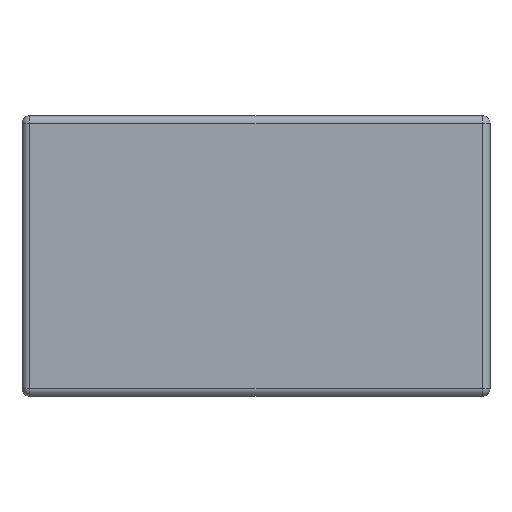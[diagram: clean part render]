
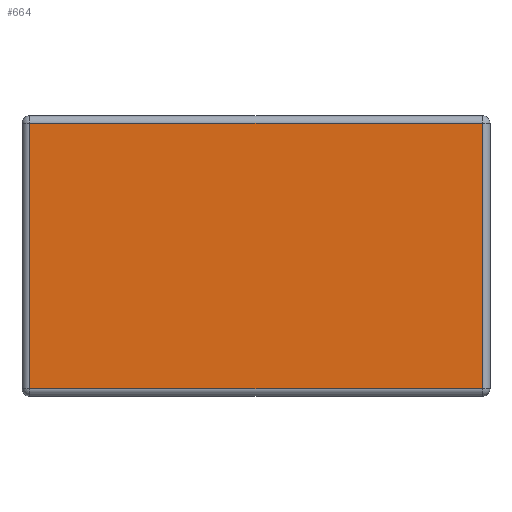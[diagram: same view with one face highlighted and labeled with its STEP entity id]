
A CAD part, front view. The second image highlights one B-rep face of the part: STEP entity #664.
In plain terms, the highlighted planar face has unit normal (0, -1, 0).
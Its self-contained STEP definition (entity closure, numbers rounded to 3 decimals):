
#9 = ORIENTED_EDGE ( 'NONE', *, *, #88, .T. ) ;
#51 = DIRECTION ( 'NONE',  ( -1., 0., 0. ) ) ;
#75 = LINE ( 'NONE', #925, #1101 ) ;
#88 = EDGE_CURVE ( 'NONE', #113, #1631, #75, .T. ) ;
#93 = EDGE_CURVE ( 'NONE', #1631, #1231, #620, .T. ) ;
#113 = VERTEX_POINT ( 'NONE', #1484 ) ;
#114 = PLANE ( 'NONE',  #740 ) ;
#156 = CARTESIAN_POINT ( 'NONE',  ( 59., 0., 0. ) ) ;
#168 = EDGE_CURVE ( 'NONE', #1231, #1336, #442, .T. ) ;
#191 = CARTESIAN_POINT ( 'NONE',  ( 1., 0., -35. ) ) ;
#410 = ORIENTED_EDGE ( 'NONE', *, *, #168, .T. ) ;
#442 = LINE ( 'NONE', #880, #1394 ) ;
#475 = DIRECTION ( 'NONE',  ( 0., 0., -1. ) ) ;
#620 = LINE ( 'NONE', #1758, #730 ) ;
#642 = DIRECTION ( 'NONE',  ( 0., 0., -1. ) ) ;
#664 = ADVANCED_FACE ( 'NONE', ( #810 ), #114, .T. ) ;
#730 = VECTOR ( 'NONE', #642, 1000. ) ;
#740 = AXIS2_PLACEMENT_3D ( 'NONE', #1427, #1171, #475 ) ;
#810 = FACE_OUTER_BOUND ( 'NONE', #940, .T. ) ;
#841 = ORIENTED_EDGE ( 'NONE', *, *, #1782, .T. ) ;
#852 = VECTOR ( 'NONE', #1563, 1000. ) ;
#872 = CARTESIAN_POINT ( 'NONE',  ( 59., 0., -35. ) ) ;
#880 = CARTESIAN_POINT ( 'NONE',  ( 60., 0., -35. ) ) ;
#923 = CARTESIAN_POINT ( 'NONE',  ( 1., 0., -1. ) ) ;
#925 = CARTESIAN_POINT ( 'NONE',  ( 0., 0., -1. ) ) ;
#940 = EDGE_LOOP ( 'NONE', ( #841, #9, #1707, #410 ) ) ;
#1101 = VECTOR ( 'NONE', #51, 1000. ) ;
#1171 = DIRECTION ( 'NONE',  ( 0., -1., 0. ) ) ;
#1231 = VERTEX_POINT ( 'NONE', #191 ) ;
#1336 = VERTEX_POINT ( 'NONE', #872 ) ;
#1394 = VECTOR ( 'NONE', #1434, 1000. ) ;
#1427 = CARTESIAN_POINT ( 'NONE',  ( 0., 0., 0. ) ) ;
#1434 = DIRECTION ( 'NONE',  ( 1., 0., 0. ) ) ;
#1484 = CARTESIAN_POINT ( 'NONE',  ( 59., 0., -1. ) ) ;
#1563 = DIRECTION ( 'NONE',  ( 0., 0., 1. ) ) ;
#1631 = VERTEX_POINT ( 'NONE', #923 ) ;
#1707 = ORIENTED_EDGE ( 'NONE', *, *, #93, .T. ) ;
#1714 = LINE ( 'NONE', #156, #852 ) ;
#1758 = CARTESIAN_POINT ( 'NONE',  ( 1., 0., -36. ) ) ;
#1782 = EDGE_CURVE ( 'NONE', #1336, #113, #1714, .T. ) ;
